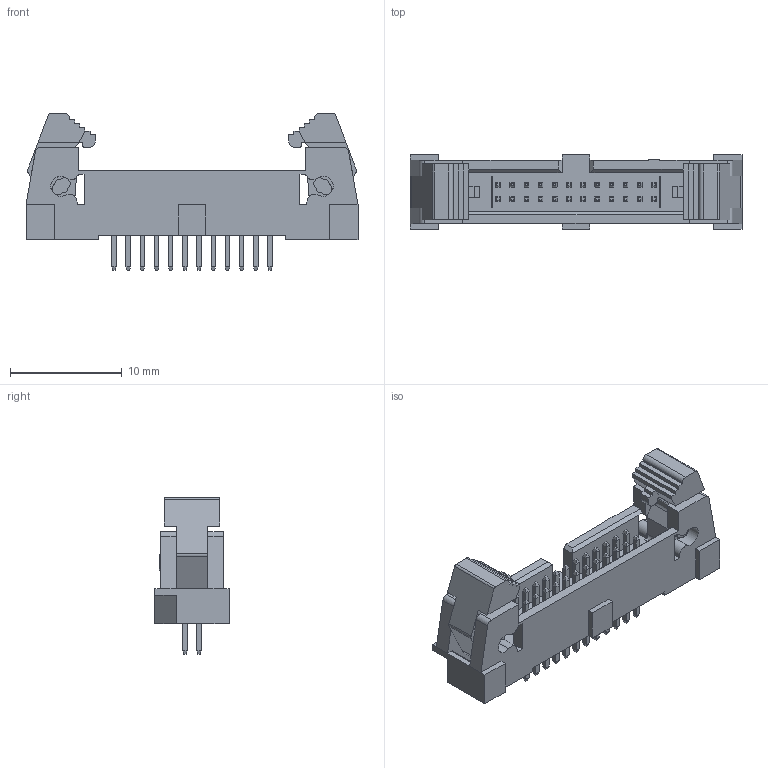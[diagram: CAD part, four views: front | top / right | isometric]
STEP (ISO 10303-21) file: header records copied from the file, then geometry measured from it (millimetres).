
FILE_DESCRIPTION( ('This file contains a STEP AP42 implementation' ,'as created by ZW3D STEP Interface translator.') ,'2;1' );
FILE_NAME( '3231-XXSXXBSX1.stp' ,'231124.171840', (''), ('ZWCAD Software Co.'), 'Version 1.0', 'ZW3D to STEP translator', '' );
FILE_SCHEMA(('AUTOMOTIVE_DESIGN { 1 0 10303 214 1 1 1 1 }'));
Length unit declared in the file: millimetre
Products named in the file (2): 0; 3231-24SXXBST1
Bounding box: 29.72 x 6.67 x 14.02 mm (x, y, z)
Volume: 890.1 mm3; surface area: 1582.9 mm2
Topology: 1 solids, 1 shells, 744 faces, 1844 edges, 1146 vertices
Faces by surface type: plane 676, cylinder 62, bspline 6
Entity records: 22270 total; most frequent: CARTESIAN_POINT 3873, ORIENTED_EDGE 3688, DIRECTION 3458, EDGE_CURVE 1844, VECTOR 1680, LINE 1680, VERTEX_POINT 1146, AXIS2_PLACEMENT_3D 889
